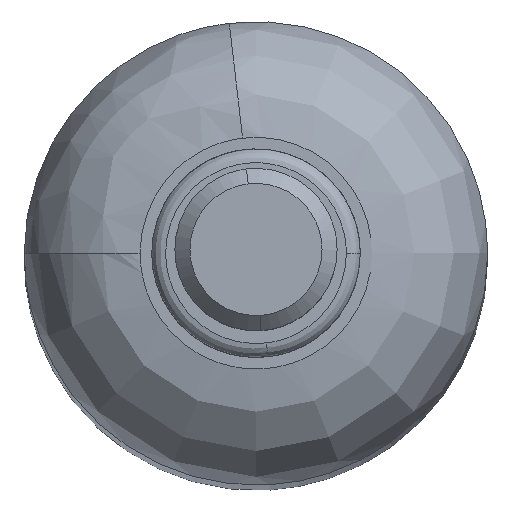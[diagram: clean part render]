
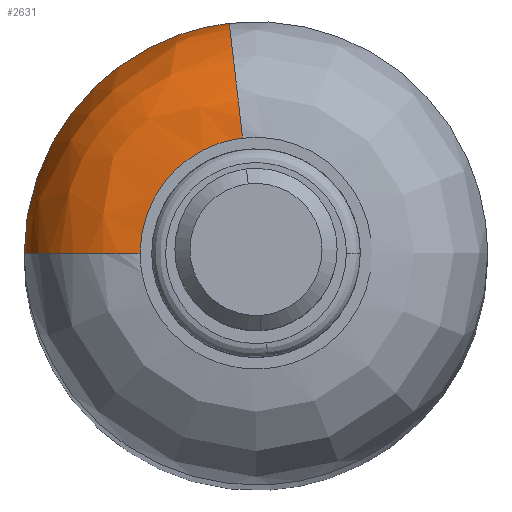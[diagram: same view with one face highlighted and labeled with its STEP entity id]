
A CAD part, top view. The second image highlights one B-rep face of the part: STEP entity #2631.
In plain terms, the highlighted free-form (B-spline) face has degree [2, 2] with [7, 3] control points.
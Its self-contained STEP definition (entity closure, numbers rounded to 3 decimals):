
#1233=CARTESIAN_POINT('',(-5.,0.0,-2.5));
#1234=VERTEX_POINT('',#1233);
#1248=CARTESIAN_POINT('',(-0.577,4.967,-2.5));
#1249=VERTEX_POINT('',#1248);
#1250=CARTESIAN_POINT('',(-5.,0.0,-2.5));
#1251=CARTESIAN_POINT('',(-5.,4.452,-2.5));
#1252=CARTESIAN_POINT('',(-0.577,4.967,-2.5));
#1260=(BOUNDED_CURVE()B_SPLINE_CURVE(2,(#1250,#1251,#1252),.UNSPECIFIED.,.F.,.U.)B_SPLINE_CURVE_WITH_KNOTS((3,3),(0.0,0.23),.UNSPECIFIED.)CURVE()GEOMETRIC_REPRESENTATION_ITEM()RATIONAL_B_SPLINE_CURVE((1.0,0.731,0.957))REPRESENTATION_ITEM(''));
#1261=EDGE_CURVE('',#1234,#1249,#1260,.T.);
#2516=CARTESIAN_POINT('',(-0.289,2.483,0.));
#2517=VERTEX_POINT('',#2516);
#2518=CARTESIAN_POINT('',(-0.577,4.967,-2.5));
#2519=CARTESIAN_POINT('',(-0.577,4.967,0.));
#2520=CARTESIAN_POINT('',(-0.289,2.483,0.));
#2528=(BOUNDED_CURVE()B_SPLINE_CURVE(2,(#2518,#2519,#2520),.UNSPECIFIED.,.F.,.U.)B_SPLINE_CURVE_WITH_KNOTS((3,3),(0.5,0.75),.UNSPECIFIED.)CURVE()GEOMETRIC_REPRESENTATION_ITEM()RATIONAL_B_SPLINE_CURVE((0.957,0.677,0.957))REPRESENTATION_ITEM(''));
#2529=EDGE_CURVE('',#1249,#2517,#2528,.T.);
#2548=CARTESIAN_POINT('',(-2.5,0.0,0.));
#2549=VERTEX_POINT('',#2548);
#2565=CARTESIAN_POINT('',(-5.,0.0,-2.5));
#2566=CARTESIAN_POINT('',(-5.,0.0,0.));
#2567=CARTESIAN_POINT('',(-2.5,0.0,0.));
#2575=(BOUNDED_CURVE()B_SPLINE_CURVE(2,(#2565,#2566,#2567),.UNSPECIFIED.,.F.,.U.)B_SPLINE_CURVE_WITH_KNOTS((3,3),(0.5,0.75),.UNSPECIFIED.)CURVE()GEOMETRIC_REPRESENTATION_ITEM()RATIONAL_B_SPLINE_CURVE((1.0,0.707,1.))REPRESENTATION_ITEM(''));
#2576=EDGE_CURVE('',#1234,#2549,#2575,.T.);
#2584=CARTESIAN_POINT('',(-4.994,0.0,-2.679));
#2585=CARTESIAN_POINT('',(-5.,0.0,-2.59));
#2586=CARTESIAN_POINT('',(-5.,0.0,-2.5));
#2587=CARTESIAN_POINT('',(-5.,0.0,0.));
#2588=CARTESIAN_POINT('',(-2.5,0.0,0.));
#2589=CARTESIAN_POINT('',(-2.41,0.0,0.));
#2590=CARTESIAN_POINT('',(-2.321,0.0,-0.006));
#2591=CARTESIAN_POINT('',(-4.994,4.447,-2.679));
#2592=CARTESIAN_POINT('',(-5.,4.452,-2.59));
#2593=CARTESIAN_POINT('',(-5.,4.452,-2.5));
#2594=CARTESIAN_POINT('',(-5.,4.452,0.));
#2595=CARTESIAN_POINT('',(-2.5,2.226,0.));
#2596=CARTESIAN_POINT('',(-2.41,2.146,0.));
#2597=CARTESIAN_POINT('',(-2.321,2.067,-0.006));
#2598=CARTESIAN_POINT('',(-0.577,4.96,-2.679));
#2599=CARTESIAN_POINT('',(-0.577,4.967,-2.59));
#2600=CARTESIAN_POINT('',(-0.577,4.967,-2.5));
#2601=CARTESIAN_POINT('',(-0.577,4.967,0.));
#2602=CARTESIAN_POINT('',(-0.289,2.483,0.));
#2603=CARTESIAN_POINT('',(-0.278,2.394,0.));
#2604=CARTESIAN_POINT('',(-0.268,2.305,-0.006));
#2612=(BOUNDED_SURFACE()B_SPLINE_SURFACE(2,2,((#2584,#2591,#2598),(#2585,#2592,#2599),(#2586,#2593,#2600),(#2587,#2594,#2601),(#2588,#2595,#2602),(#2589,#2596,#2603),(#2590,#2597,#2604)),.UNSPECIFIED.,.F.,.F.,.U.)B_SPLINE_SURFACE_WITH_KNOTS((3,2,2,3),(3,3),(0.0,0.207,4.349,4.556),(0.0,7.613),.UNSPECIFIED.)GEOMETRIC_REPRESENTATION_ITEM()RATIONAL_B_SPLINE_SURFACE(((0.972,0.71,0.93),(0.985,0.72,0.943),(1.0,0.731,0.957),(0.707,0.517,0.677),(1.0,0.731,0.957),(0.985,0.72,0.943),(0.972,0.71,0.93)))REPRESENTATION_ITEM('')SURFACE());
#2613=ORIENTED_EDGE('',*,*,#1261,.F.);
#2614=ORIENTED_EDGE('',*,*,#2576,.T.);
#2615=CARTESIAN_POINT('',(-2.5,0.0,0.));
#2616=CARTESIAN_POINT('',(-2.5,2.226,0.0));
#2617=CARTESIAN_POINT('',(-0.289,2.483,0.));
#2625=(BOUNDED_CURVE()B_SPLINE_CURVE(2,(#2615,#2616,#2617),.UNSPECIFIED.,.F.,.U.)B_SPLINE_CURVE_WITH_KNOTS((3,3),(0.0,0.23),.UNSPECIFIED.)CURVE()GEOMETRIC_REPRESENTATION_ITEM()RATIONAL_B_SPLINE_CURVE((1.0,0.731,0.957))REPRESENTATION_ITEM(''));
#2626=EDGE_CURVE('',#2549,#2517,#2625,.T.);
#2627=ORIENTED_EDGE('',*,*,#2626,.T.);
#2628=ORIENTED_EDGE('',*,*,#2529,.F.);
#2629=EDGE_LOOP('',(#2613,#2614,#2627,#2628));
#2630=FACE_OUTER_BOUND('',#2629,.T.);
#2631=ADVANCED_FACE('',(#2630),#2612,.T.);
